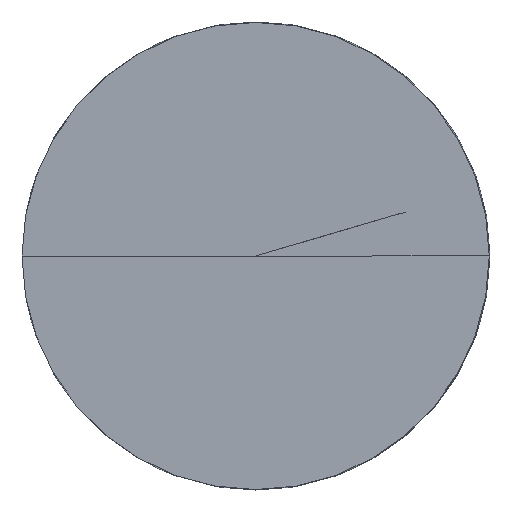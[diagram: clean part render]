
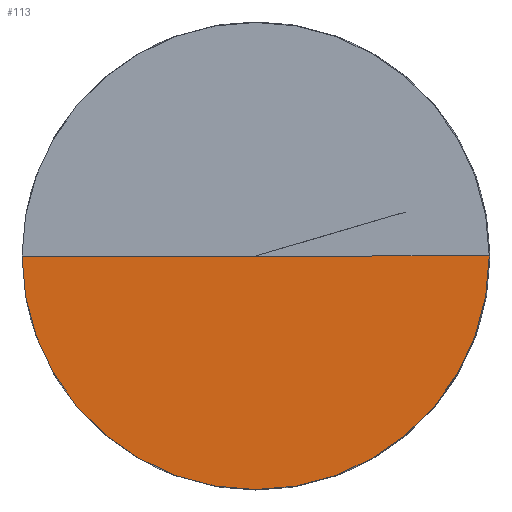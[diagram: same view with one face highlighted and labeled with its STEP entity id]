
A CAD part, left-side view. The second image highlights one B-rep face of the part: STEP entity #113.
In plain terms, the highlighted conical face has half-angle 89.813 degrees and reference radius 0.02 mm.
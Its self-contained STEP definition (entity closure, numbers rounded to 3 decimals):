
#2 = EDGE_CURVE ( 'NONE', #54, #84, #181, .T. ) ;
#4 = FACE_OUTER_BOUND ( 'NONE', #78, .T. ) ;
#8 = ORIENTED_EDGE ( 'NONE', *, *, #110, .T. ) ;
#9 = ORIENTED_EDGE ( 'NONE', *, *, #40, .F. ) ;
#13 = VERTEX_POINT ( 'NONE', #44 ) ;
#40 = EDGE_CURVE ( 'NONE', #54, #13, #53, .T. ) ;
#44 = CARTESIAN_POINT ( 'NONE',  ( 260.038, 58.253, 0. ) ) ;
#48 = DIRECTION ( 'NONE',  ( -1., 0.003, 0. ) ) ;
#53 = LINE ( 'NONE', #172, #95 ) ;
#54 = VERTEX_POINT ( 'NONE', #98 ) ;
#60 = CARTESIAN_POINT ( 'NONE',  ( 260.162, 77.293, 0. ) ) ;
#65 = CARTESIAN_POINT ( 'NONE',  ( 260.1, 77.273, 0. ) ) ;
#73 = DIRECTION ( 'NONE',  ( -0.003, -1., 0. ) ) ;
#78 = EDGE_LOOP ( 'NONE', ( #9, #82, #8 ) ) ;
#82 = ORIENTED_EDGE ( 'NONE', *, *, #2, .T. ) ;
#84 = VERTEX_POINT ( 'NONE', #102 ) ;
#86 = CONICAL_SURFACE ( 'NONE', #146, 0.02, 1.568 ) ;
#95 = VECTOR ( 'NONE', #170, 1000. ) ;
#98 = CARTESIAN_POINT ( 'NONE',  ( 260.162, 77.273, 0. ) ) ;
#102 = CARTESIAN_POINT ( 'NONE',  ( 260.162, 96.293, 0. ) ) ;
#110 = EDGE_CURVE ( 'NONE', #84, #13, #114, .T. ) ;
#111 = VECTOR ( 'NONE', #186, 1000. ) ;
#113 = ADVANCED_FACE ( 'NONE', ( #4 ), #86, .F. ) ;
#114 = CIRCLE ( 'NONE', #140, 19.02 ) ;
#129 = DIRECTION ( 'NONE',  ( -0.003, -1., 0. ) ) ;
#140 = AXIS2_PLACEMENT_3D ( 'NONE', #65, #48, #73 ) ;
#146 = AXIS2_PLACEMENT_3D ( 'NONE', #160, #176, #129 ) ;
#160 = CARTESIAN_POINT ( 'NONE',  ( 260.162, 77.273, 0. ) ) ;
#170 = DIRECTION ( 'NONE',  ( -0.007, -1., 0. ) ) ;
#172 = CARTESIAN_POINT ( 'NONE',  ( 260.162, 77.253, 0. ) ) ;
#176 = DIRECTION ( 'NONE',  ( -1., 0.003, 0. ) ) ;
#181 = LINE ( 'NONE', #60, #111 ) ;
#186 = DIRECTION ( 'NONE',  ( 0., 1., 0. ) ) ;
